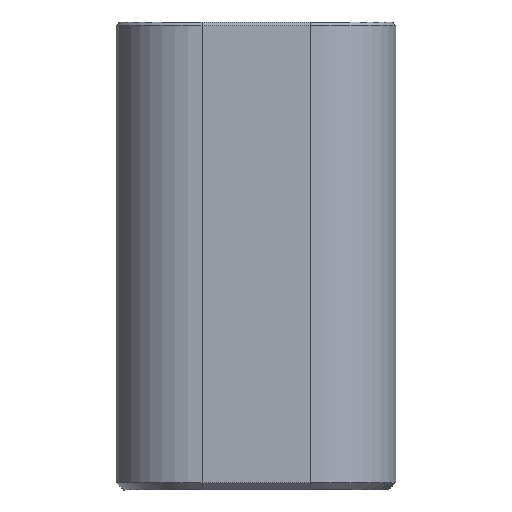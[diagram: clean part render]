
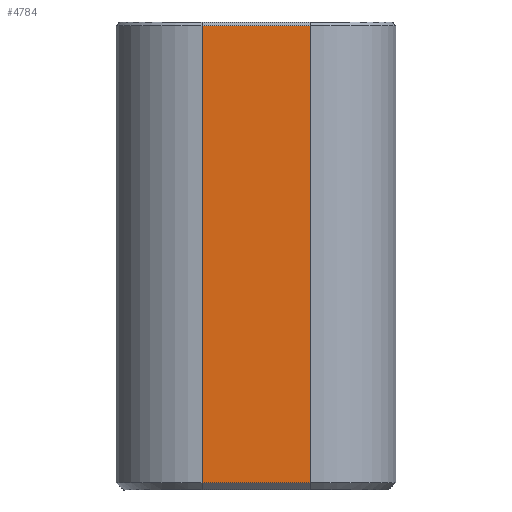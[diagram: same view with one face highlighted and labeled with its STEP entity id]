
A CAD part, front view. The second image highlights one B-rep face of the part: STEP entity #4784.
In plain terms, the highlighted planar face has unit normal (0, -1, 0).
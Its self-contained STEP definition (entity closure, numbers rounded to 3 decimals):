
#1696 = PLANE('',#1697);
#1697 = AXIS2_PLACEMENT_3D('',#1698,#1699,#1700);
#1698 = CARTESIAN_POINT('',(-3.,-4.7,25.9));
#1699 = DIRECTION('',(0.,0.707,-0.707));
#1700 = DIRECTION('',(1.,0.,0.));
#2422 = PLANE('',#2423);
#2423 = AXIS2_PLACEMENT_3D('',#2424,#2425,#2426);
#2424 = CARTESIAN_POINT('',(-3.,-4.6,0.2));
#2425 = DIRECTION('',(0.,-0.707,
    -0.707));
#2426 = DIRECTION('',(-1.,0.,0.));
#3395 = VERTEX_POINT('',#3396);
#3396 = CARTESIAN_POINT('',(-3.,-4.8,25.8));
#3430 = CYLINDRICAL_SURFACE('',#3431,4.8);
#3431 = AXIS2_PLACEMENT_3D('',#3432,#3433,#3434);
#3432 = CARTESIAN_POINT('',(-3.,0.,0.));
#3433 = DIRECTION('',(-0.,-0.,-1.));
#3434 = DIRECTION('',(1.,0.,0.));
#3506 = VERTEX_POINT('',#3507);
#3507 = CARTESIAN_POINT('',(3.,-4.8,25.8));
#3526 = EDGE_CURVE('',#3395,#3506,#3527,.T.);
#3527 = SURFACE_CURVE('',#3528,(#3532,#3539),.PCURVE_S1.);
#3528 = LINE('',#3529,#3530);
#3529 = CARTESIAN_POINT('',(-3.,-4.8,25.8));
#3530 = VECTOR('',#3531,1.);
#3531 = DIRECTION('',(1.,0.,0.));
#3532 = PCURVE('',#1696,#3533);
#3533 = DEFINITIONAL_REPRESENTATION('',(#3534),#3538);
#3534 = LINE('',#3535,#3536);
#3535 = CARTESIAN_POINT('',(0.,0.141));
#3536 = VECTOR('',#3537,1.);
#3537 = DIRECTION('',(1.,0.));
#3538 = ( GEOMETRIC_REPRESENTATION_CONTEXT(2) 
PARAMETRIC_REPRESENTATION_CONTEXT() REPRESENTATION_CONTEXT('2D SPACE',''
  ) );
#3539 = PCURVE('',#3540,#3545);
#3540 = PLANE('',#3541);
#3541 = AXIS2_PLACEMENT_3D('',#3542,#3543,#3544);
#3542 = CARTESIAN_POINT('',(-3.,-4.8,0.));
#3543 = DIRECTION('',(0.,1.,0.));
#3544 = DIRECTION('',(1.,0.,0.));
#3545 = DEFINITIONAL_REPRESENTATION('',(#3546),#3550);
#3546 = LINE('',#3547,#3548);
#3547 = CARTESIAN_POINT('',(0.,-25.8));
#3548 = VECTOR('',#3549,1.);
#3549 = DIRECTION('',(1.,0.));
#3550 = ( GEOMETRIC_REPRESENTATION_CONTEXT(2) 
PARAMETRIC_REPRESENTATION_CONTEXT() REPRESENTATION_CONTEXT('2D SPACE',''
  ) );
#3651 = CYLINDRICAL_SURFACE('',#3652,4.8);
#3652 = AXIS2_PLACEMENT_3D('',#3653,#3654,#3655);
#3653 = CARTESIAN_POINT('',(3.,0.,0.));
#3654 = DIRECTION('',(-0.,-0.,-1.));
#3655 = DIRECTION('',(1.,0.,0.));
#4132 = VERTEX_POINT('',#4133);
#4133 = CARTESIAN_POINT('',(-3.,-4.8,0.4));
#4179 = EDGE_CURVE('',#4132,#4180,#4182,.T.);
#4180 = VERTEX_POINT('',#4181);
#4181 = CARTESIAN_POINT('',(3.,-4.8,0.4));
#4182 = SURFACE_CURVE('',#4183,(#4187,#4194),.PCURVE_S1.);
#4183 = LINE('',#4184,#4185);
#4184 = CARTESIAN_POINT('',(-3.,-4.8,0.4));
#4185 = VECTOR('',#4186,1.);
#4186 = DIRECTION('',(1.,0.,0.));
#4187 = PCURVE('',#2422,#4188);
#4188 = DEFINITIONAL_REPRESENTATION('',(#4189),#4193);
#4189 = LINE('',#4190,#4191);
#4190 = CARTESIAN_POINT('',(-0.,-0.283));
#4191 = VECTOR('',#4192,1.);
#4192 = DIRECTION('',(-1.,0.));
#4193 = ( GEOMETRIC_REPRESENTATION_CONTEXT(2) 
PARAMETRIC_REPRESENTATION_CONTEXT() REPRESENTATION_CONTEXT('2D SPACE',''
  ) );
#4194 = PCURVE('',#3540,#4195);
#4195 = DEFINITIONAL_REPRESENTATION('',(#4196),#4200);
#4196 = LINE('',#4197,#4198);
#4197 = CARTESIAN_POINT('',(0.,-0.4));
#4198 = VECTOR('',#4199,1.);
#4199 = DIRECTION('',(1.,0.));
#4200 = ( GEOMETRIC_REPRESENTATION_CONTEXT(2) 
PARAMETRIC_REPRESENTATION_CONTEXT() REPRESENTATION_CONTEXT('2D SPACE',''
  ) );
#4754 = EDGE_CURVE('',#4132,#3395,#4755,.T.);
#4755 = SURFACE_CURVE('',#4756,(#4760,#4767),.PCURVE_S1.);
#4756 = LINE('',#4757,#4758);
#4757 = CARTESIAN_POINT('',(-3.,-4.8,0.));
#4758 = VECTOR('',#4759,1.);
#4759 = DIRECTION('',(0.,0.,1.));
#4760 = PCURVE('',#3430,#4761);
#4761 = DEFINITIONAL_REPRESENTATION('',(#4762),#4766);
#4762 = LINE('',#4763,#4764);
#4763 = CARTESIAN_POINT('',(-4.712,0.));
#4764 = VECTOR('',#4765,1.);
#4765 = DIRECTION('',(-0.,-1.));
#4766 = ( GEOMETRIC_REPRESENTATION_CONTEXT(2) 
PARAMETRIC_REPRESENTATION_CONTEXT() REPRESENTATION_CONTEXT('2D SPACE',''
  ) );
#4767 = PCURVE('',#3540,#4768);
#4768 = DEFINITIONAL_REPRESENTATION('',(#4769),#4773);
#4769 = LINE('',#4770,#4771);
#4770 = CARTESIAN_POINT('',(0.,0.));
#4771 = VECTOR('',#4772,1.);
#4772 = DIRECTION('',(0.,-1.));
#4773 = ( GEOMETRIC_REPRESENTATION_CONTEXT(2) 
PARAMETRIC_REPRESENTATION_CONTEXT() REPRESENTATION_CONTEXT('2D SPACE',''
  ) );
#4784 = ADVANCED_FACE('',(#4785),#3540,.F.);
#4785 = FACE_BOUND('',#4786,.F.);
#4786 = EDGE_LOOP('',(#4787,#4788,#4789,#4810));
#4787 = ORIENTED_EDGE('',*,*,#4754,.T.);
#4788 = ORIENTED_EDGE('',*,*,#3526,.T.);
#4789 = ORIENTED_EDGE('',*,*,#4790,.F.);
#4790 = EDGE_CURVE('',#4180,#3506,#4791,.T.);
#4791 = SURFACE_CURVE('',#4792,(#4796,#4803),.PCURVE_S1.);
#4792 = LINE('',#4793,#4794);
#4793 = CARTESIAN_POINT('',(3.,-4.8,0.));
#4794 = VECTOR('',#4795,1.);
#4795 = DIRECTION('',(0.,0.,1.));
#4796 = PCURVE('',#3540,#4797);
#4797 = DEFINITIONAL_REPRESENTATION('',(#4798),#4802);
#4798 = LINE('',#4799,#4800);
#4799 = CARTESIAN_POINT('',(6.,0.));
#4800 = VECTOR('',#4801,1.);
#4801 = DIRECTION('',(0.,-1.));
#4802 = ( GEOMETRIC_REPRESENTATION_CONTEXT(2) 
PARAMETRIC_REPRESENTATION_CONTEXT() REPRESENTATION_CONTEXT('2D SPACE',''
  ) );
#4803 = PCURVE('',#3651,#4804);
#4804 = DEFINITIONAL_REPRESENTATION('',(#4805),#4809);
#4805 = LINE('',#4806,#4807);
#4806 = CARTESIAN_POINT('',(-4.712,0.));
#4807 = VECTOR('',#4808,1.);
#4808 = DIRECTION('',(-0.,-1.));
#4809 = ( GEOMETRIC_REPRESENTATION_CONTEXT(2) 
PARAMETRIC_REPRESENTATION_CONTEXT() REPRESENTATION_CONTEXT('2D SPACE',''
  ) );
#4810 = ORIENTED_EDGE('',*,*,#4179,.F.);
